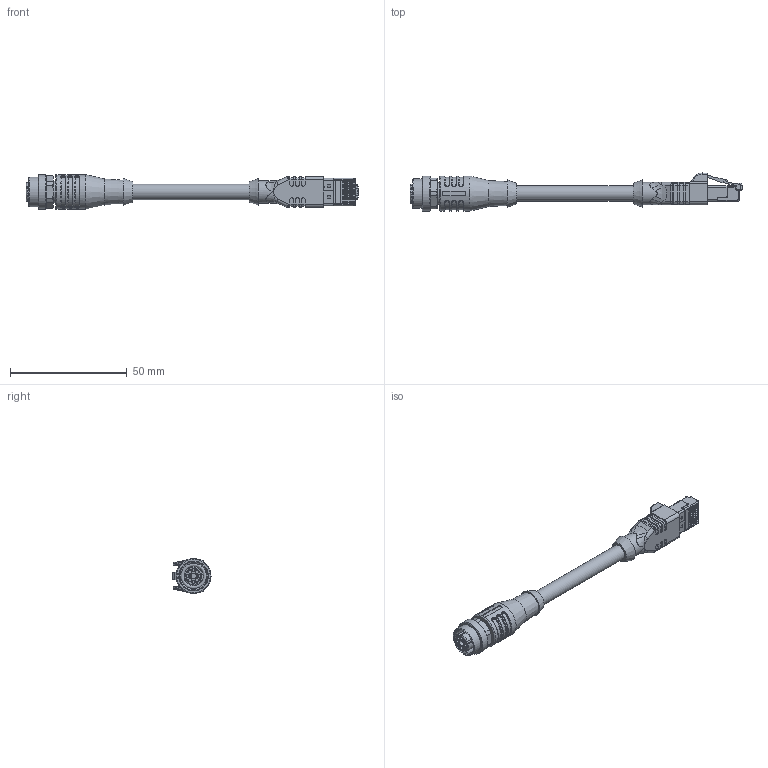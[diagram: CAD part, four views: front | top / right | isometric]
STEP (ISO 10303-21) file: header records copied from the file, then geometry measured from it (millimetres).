
FILE_DESCRIPTION(/* description */ (''),/* implementation_level */ '2;1');
FILE_NAME(/* name */ 'RA-WAKSY4_029-m-RA-RJ45SS4_003.stp',/* time_stamp */ '2016-09-15T16:04:52+02:00',/* author */ (''),/* organization */ (''),/* preprocessor_version */ 'ST-DEVELOPER v16',/* originating_system */ 'SIEMENS PLM Software NX 10.0',/* authorisation */ '');
FILE_SCHEMA (('AUTOMOTIVE_DESIGN { 1 0 10303 214 3 1 1 1 }'));
Length unit declared in the file: millimetre
Products named in the file (1): RA-WAKSY4_029-m-RA-RJ45SS4_003
Bounding box: 142.4 x 16.34 x 15 mm (x, y, z)
Volume: 11754.4 mm3; surface area: 6417.2 mm2
Topology: 1 solids, 1 shells, 891 faces, 2314 edges, 1450 vertices
Faces by surface type: plane 393, cylinder 306, bspline 92, torus 42, extrusion 31, cone 19, sphere 8
Full cylindrical faces by diameter (mm): 1.15 x4, 6.6 x1, 9.3 x1, 9.6 x1, 10.95 x1, 12.3 x1, 12.8 x1, 15 x2
Entity records: 28917 total; most frequent: CARTESIAN_POINT 8172, ORIENTED_EDGE 4512, DIRECTION 4088, EDGE_CURVE 2256, VERTEX_POINT 1433, AXIS2_PLACEMENT_3D 1399, VECTOR 1290, LINE 1259
